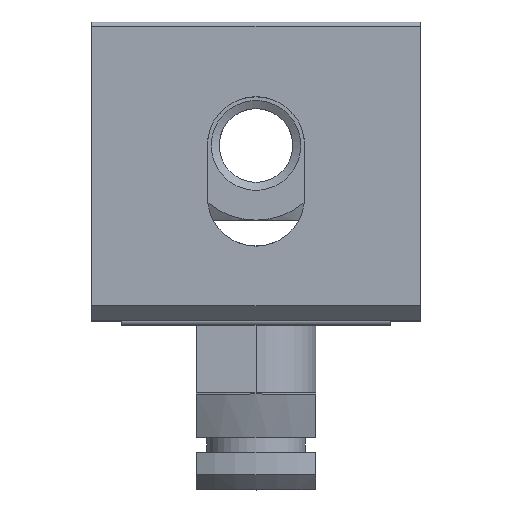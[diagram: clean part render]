
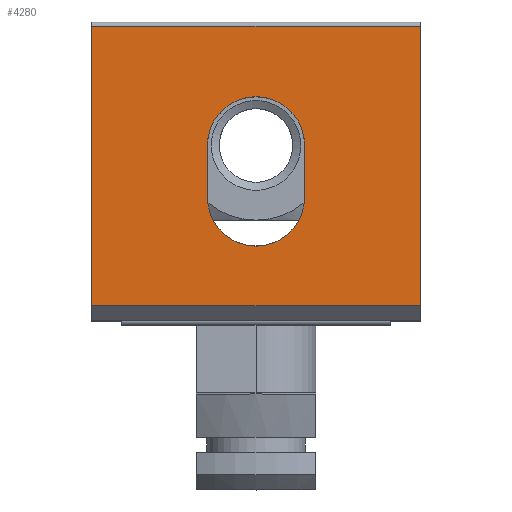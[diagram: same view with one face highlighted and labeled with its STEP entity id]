
A CAD part, top view. The second image highlights one B-rep face of the part: STEP entity #4280.
In plain terms, the highlighted planar face has unit normal (0, 0, 1).
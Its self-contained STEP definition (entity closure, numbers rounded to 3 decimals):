
#2707=CARTESIAN_POINT('',(11.,-9.0,9.));
#2708=VERTEX_POINT('',#2707);
#2715=CARTESIAN_POINT('',(-11.,-9.0,9.));
#2716=VERTEX_POINT('',#2715);
#2717=CARTESIAN_POINT('',(-11.,-9.0,9.));
#2718=DIRECTION('',(1.0,0.0,0.0));
#2719=VECTOR('',#2718,22.0);
#2720=LINE('',#2717,#2719);
#2721=EDGE_CURVE('',#2716,#2708,#2720,.T.);
#3221=CARTESIAN_POINT('',(11.,9.7,9.));
#3222=VERTEX_POINT('',#3221);
#3230=CARTESIAN_POINT('',(11.,-9.,9.));
#3231=DIRECTION('',(0.0,1.0,0.0));
#3232=VECTOR('',#3231,18.7);
#3233=LINE('',#3230,#3232);
#3234=EDGE_CURVE('',#2708,#3222,#3233,.T.);
#3742=CARTESIAN_POINT('',(3.25,-1.75,9.));
#3743=VERTEX_POINT('',#3742);
#3750=CARTESIAN_POINT('',(3.25,1.75,9.));
#3751=VERTEX_POINT('',#3750);
#3752=CARTESIAN_POINT('',(3.25,1.75,9.));
#3753=DIRECTION('',(0.0,-1.0,0.0));
#3754=VECTOR('',#3753,3.5);
#3755=LINE('',#3752,#3754);
#3756=EDGE_CURVE('',#3751,#3743,#3755,.T.);
#3845=CARTESIAN_POINT('',(-3.25,1.75,9.));
#3846=VERTEX_POINT('',#3845);
#3847=CARTESIAN_POINT('',(0.,1.75,9.));
#3848=DIRECTION('',(0.0,0.0,-1.0));
#3849=DIRECTION('',(0.0,-1.0,0.0));
#3850=AXIS2_PLACEMENT_3D('',#3847,#3848,#3849);
#3851=CIRCLE('',#3850,3.25);
#3852=EDGE_CURVE('',#3846,#3751,#3851,.T.);
#3923=CARTESIAN_POINT('',(-3.25,-1.75,9.));
#3924=VERTEX_POINT('',#3923);
#3931=CARTESIAN_POINT('',(0.,-1.75,9.));
#3932=DIRECTION('',(0.0,0.0,-1.0));
#3933=DIRECTION('',(0.0,-1.0,0.0));
#3934=AXIS2_PLACEMENT_3D('',#3931,#3932,#3933);
#3935=CIRCLE('',#3934,3.25);
#3936=EDGE_CURVE('',#3743,#3924,#3935,.T.);
#3949=CARTESIAN_POINT('',(-3.25,-1.75,9.));
#3950=DIRECTION('',(0.0,1.0,0.0));
#3951=VECTOR('',#3950,3.5);
#3952=LINE('',#3949,#3951);
#3953=EDGE_CURVE('',#3924,#3846,#3952,.T.);
#4144=CARTESIAN_POINT('',(-11.,9.7,9.));
#4145=VERTEX_POINT('',#4144);
#4146=CARTESIAN_POINT('',(-11.,9.7,9.));
#4147=DIRECTION('',(0.0,-1.0,0.0));
#4148=VECTOR('',#4147,18.7);
#4149=LINE('',#4146,#4148);
#4150=EDGE_CURVE('',#4145,#2716,#4149,.T.);
#4210=CARTESIAN_POINT('',(-11.,9.7,9.));
#4211=DIRECTION('',(1.0,0.0,0.0));
#4212=VECTOR('',#4211,22.0);
#4213=LINE('',#4210,#4212);
#4214=EDGE_CURVE('',#4145,#3222,#4213,.T.);
#4263=CARTESIAN_POINT('',(-11.,-9.,9.));
#4264=DIRECTION('',(0.0,0.0,1.0));
#4265=DIRECTION('',(1.0,0.0,0.0));
#4266=AXIS2_PLACEMENT_3D('',#4263,#4264,#4265);
#4267=PLANE('',#4266);
#4268=ORIENTED_EDGE('',*,*,#3234,.T.);
#4269=ORIENTED_EDGE('',*,*,#4214,.F.);
#4270=ORIENTED_EDGE('',*,*,#4150,.T.);
#4271=ORIENTED_EDGE('',*,*,#2721,.T.);
#4272=EDGE_LOOP('',(#4268,#4269,#4270,#4271));
#4273=FACE_OUTER_BOUND('',#4272,.T.);
#4274=ORIENTED_EDGE('',*,*,#3756,.T.);
#4275=ORIENTED_EDGE('',*,*,#3936,.T.);
#4276=ORIENTED_EDGE('',*,*,#3953,.T.);
#4277=ORIENTED_EDGE('',*,*,#3852,.T.);
#4278=EDGE_LOOP('',(#4274,#4275,#4276,#4277));
#4279=FACE_BOUND('',#4278,.T.);
#4280=ADVANCED_FACE('',(#4273,#4279),#4267,.T.);
